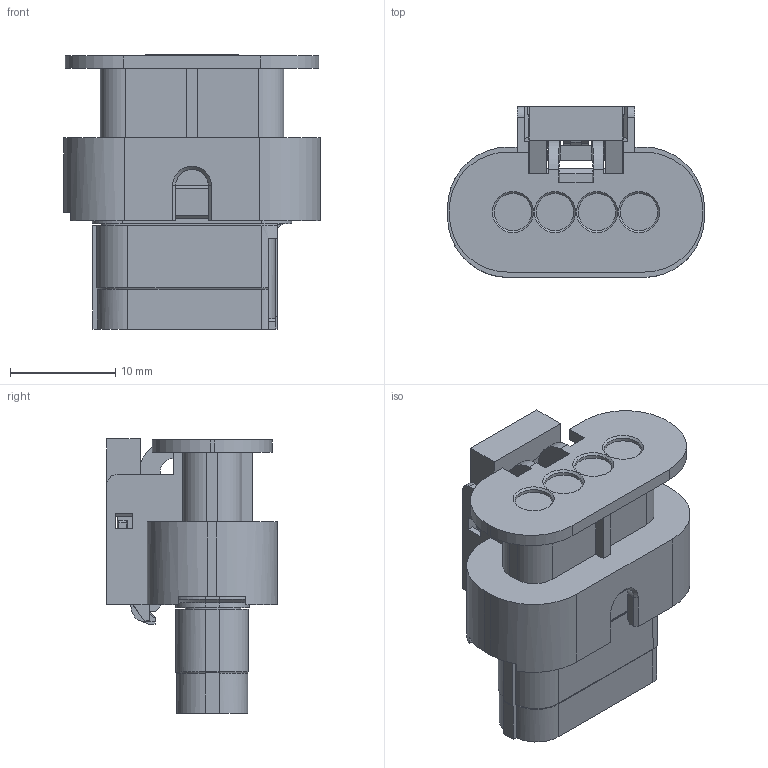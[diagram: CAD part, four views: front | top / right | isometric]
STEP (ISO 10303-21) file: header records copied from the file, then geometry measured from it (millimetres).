
FILE_DESCRIPTION(/* description */ (''),/* implementation_level */ '2;1');
FILE_NAME(/* name */ '35126381-ENV10_02-CONN.stp',/* time_stamp */ '2024-01-04T13:56:27+08:00',/* author */ (''),/* organization */ (''),/* preprocessor_version */ 'ST-DEVELOPER v16',/* originating_system */ 'SIEMENS PLM Software NX 11.0',/* authorisation */ '');
FILE_SCHEMA (('AUTOMOTIVE_DESIGN { 1 0 10303 214 3 1 1 1 }'));
Length unit declared in the file: millimetre
Products named in the file (1): 35126381-ENV10_02-CONN
Bounding box: 24.45 x 16.25 x 26.1 mm (x, y, z)
Volume: 4147.9 mm3; surface area: 4127.9 mm2
Topology: 2 solids, 2 shells, 450 faces, 1297 edges, 842 vertices
Faces by surface type: plane 360, cylinder 59, cone 24, bspline 6, sphere 1
Full cylindrical faces by diameter (mm): 3.55 x4
Entity records: 15631 total; most frequent: CARTESIAN_POINT 3805, ORIENTED_EDGE 2578, DIRECTION 2278, EDGE_CURVE 1289, LINE 1076, VECTOR 1076, VERTEX_POINT 842, AXIS2_PLACEMENT_3D 601
